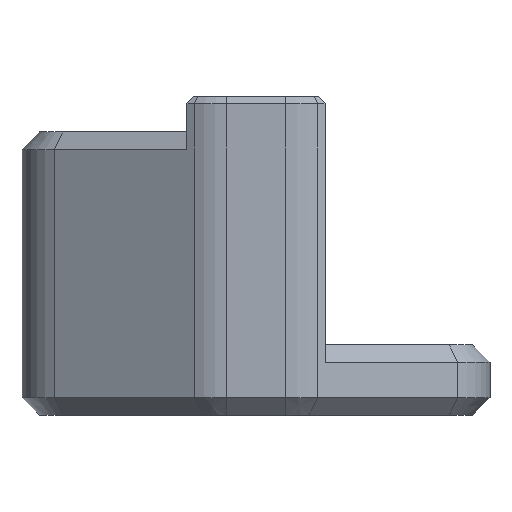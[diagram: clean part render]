
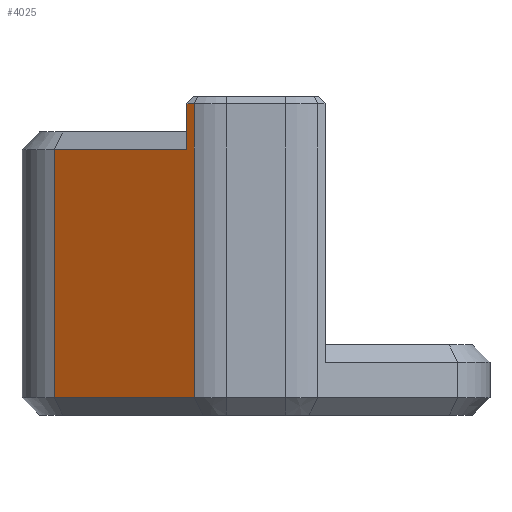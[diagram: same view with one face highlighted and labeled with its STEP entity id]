
A CAD part, left-side view. The second image highlights one B-rep face of the part: STEP entity #4025.
In plain terms, the highlighted planar face has unit normal (-0.866, 0.5, 0).
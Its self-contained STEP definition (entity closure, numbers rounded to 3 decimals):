
#205 = EDGE_CURVE ( 'NONE', #4168, #7109, #5704, .T. ) ;
#286 = CARTESIAN_POINT ( 'NONE',  ( -12.175, 8.625, 11.35 ) ) ;
#530 = VERTEX_POINT ( 'NONE', #286 ) ;
#655 = CARTESIAN_POINT ( 'NONE',  ( -15.632, 2.638, 0.75 ) ) ;
#976 = DIRECTION ( 'NONE',  ( -0.866, 0.5, 0. ) ) ;
#983 = ORIENTED_EDGE ( 'NONE', *, *, #2096, .T. ) ;
#1327 = CARTESIAN_POINT ( 'NONE',  ( -15.632, 2.638, 7.025 ) ) ;
#1721 = ORIENTED_EDGE ( 'NONE', *, *, #6934, .T. ) ;
#2049 = VECTOR ( 'NONE', #3793, 1000. ) ;
#2096 = EDGE_CURVE ( 'NONE', #6811, #530, #8731, .T. ) ;
#2343 = FACE_OUTER_BOUND ( 'NONE', #10073, .T. ) ;
#2985 = EDGE_CURVE ( 'NONE', #7109, #6811, #4645, .T. ) ;
#3248 = CARTESIAN_POINT ( 'NONE',  ( -12.175, 8.625, 0.75 ) ) ;
#3264 = VECTOR ( 'NONE', #5867, 1000. ) ;
#3689 = VECTOR ( 'NONE', #7046, 1000. ) ;
#3793 = DIRECTION ( 'NONE',  ( 0., 0., -1. ) ) ;
#3921 = CARTESIAN_POINT ( 'NONE',  ( -15.632, 2.638, 0.75 ) ) ;
#4025 = ADVANCED_FACE ( 'NONE', ( #2343 ), #5574, .T. ) ;
#4026 = CARTESIAN_POINT ( 'NONE',  ( -13.903, 5.632, 11.35 ) ) ;
#4168 = VERTEX_POINT ( 'NONE', #9341 ) ;
#4645 = LINE ( 'NONE', #8899, #2049 ) ;
#4973 = ORIENTED_EDGE ( 'NONE', *, *, #2985, .T. ) ;
#5053 = VERTEX_POINT ( 'NONE', #3248 ) ;
#5533 = DIRECTION ( 'NONE',  ( 0., 0., 1. ) ) ;
#5574 = PLANE ( 'NONE',  #9517 ) ;
#5704 = LINE ( 'NONE', #9895, #3264 ) ;
#5828 = CARTESIAN_POINT ( 'NONE',  ( -15.452, 2.95, 11.35 ) ) ;
#5867 = DIRECTION ( 'NONE',  ( 0.5, 0.866, 0. ) ) ;
#6329 = ORIENTED_EDGE ( 'NONE', *, *, #7059, .F. ) ;
#6335 = EDGE_CURVE ( 'NONE', #5053, #530, #7073, .T. ) ;
#6349 = CARTESIAN_POINT ( 'NONE',  ( -15.452, 2.95, 13.3 ) ) ;
#6704 = VECTOR ( 'NONE', #5533, 1000. ) ;
#6811 = VERTEX_POINT ( 'NONE', #5828 ) ;
#6934 = EDGE_CURVE ( 'NONE', #9796, #4168, #9286, .T. ) ;
#7046 = DIRECTION ( 'NONE',  ( 0., 0., 1. ) ) ;
#7059 = EDGE_CURVE ( 'NONE', #9796, #5053, #7986, .T. ) ;
#7073 = LINE ( 'NONE', #10296, #6704 ) ;
#7109 = VERTEX_POINT ( 'NONE', #6349 ) ;
#7343 = VECTOR ( 'NONE', #8776, 1000. ) ;
#7986 = LINE ( 'NONE', #3921, #8906 ) ;
#8007 = CARTESIAN_POINT ( 'NONE',  ( -12.17, 8.634, 0.74 ) ) ;
#8014 = ORIENTED_EDGE ( 'NONE', *, *, #205, .T. ) ;
#8091 = DIRECTION ( 'NONE',  ( 0.5, 0.866, 0. ) ) ;
#8731 = LINE ( 'NONE', #4026, #7343 ) ;
#8755 = ORIENTED_EDGE ( 'NONE', *, *, #6335, .F. ) ;
#8776 = DIRECTION ( 'NONE',  ( 0.5, 0.866, 0. ) ) ;
#8899 = CARTESIAN_POINT ( 'NONE',  ( -15.452, 2.95, 7.025 ) ) ;
#8906 = VECTOR ( 'NONE', #8091, 1000. ) ;
#9286 = LINE ( 'NONE', #1327, #3689 ) ;
#9341 = CARTESIAN_POINT ( 'NONE',  ( -15.632, 2.638, 13.3 ) ) ;
#9517 = AXIS2_PLACEMENT_3D ( 'NONE', #8007, #976, #9811 ) ;
#9796 = VERTEX_POINT ( 'NONE', #655 ) ;
#9811 = DIRECTION ( 'NONE',  ( -0.5, -0.866, 0. ) ) ;
#9895 = CARTESIAN_POINT ( 'NONE',  ( -13.903, 5.632, 13.3 ) ) ;
#10073 = EDGE_LOOP ( 'NONE', ( #6329, #1721, #8014, #4973, #983, #8755 ) ) ;
#10296 = CARTESIAN_POINT ( 'NONE',  ( -12.175, 8.625, 6.05 ) ) ;
